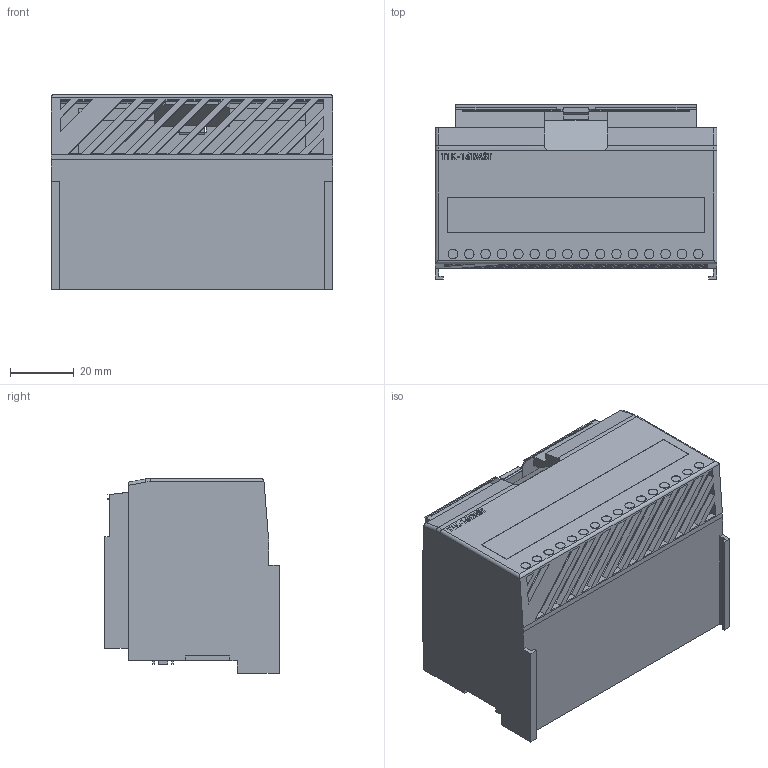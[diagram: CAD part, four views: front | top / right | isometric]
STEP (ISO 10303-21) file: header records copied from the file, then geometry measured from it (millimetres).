
FILE_DESCRIPTION (( 'STEP AP214' ), '1' );
FILE_NAME ('T1F-16TMST.STEP', '2016-04-28T14:50:40', ( '' ), ( '' ), 'SwSTEP 2.0', 'SolidWorks 2015', '' );
FILE_SCHEMA (( 'AUTOMOTIVE_DESIGN' ));
Length unit declared in the file: inch
Products named in the file (1): T1F-16TMST
Bounding box: 88.7 x 54.94 x 61.36 mm (x, y, z)
Volume: 39688.9 mm3; surface area: 49483 mm2
Topology: 2 solids, 2 shells, 658 faces, 1704 edges, 1107 vertices
Faces by surface type: plane 453, cylinder 181, bspline 22, torus 2
Entity records: 29629 total; most frequent: CARTESIAN_POINT 4690, ORIENTED_EDGE 3408, DIRECTION 3268, EDGE_CURVE 1704, LINE 1290, VECTOR 1290, VERTEX_POINT 1107, AXIS2_PLACEMENT_3D 989
